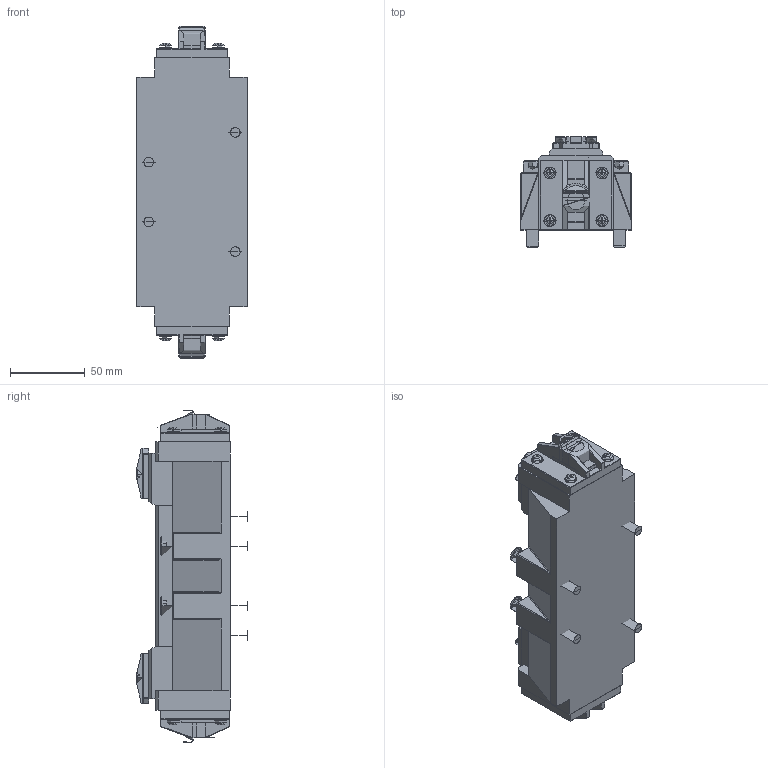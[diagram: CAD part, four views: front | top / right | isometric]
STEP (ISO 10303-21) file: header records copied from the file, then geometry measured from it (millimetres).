
FILE_DESCRIPTION(/* description */ (''),/* implementation_level */ '2;1');
FILE_NAME(/* name */ 'BE-6100',/* time_stamp */ '2018-11-20T12:16:51+01:00',/* author */ (''),/* organization */ (''),/* preprocessor_version */ 'ST-DEVELOPER v15',/* originating_system */ '',/* authorisation */ '');
FILE_SCHEMA (('CONFIG_CONTROL_DESIGN'));
Length unit declared in the file: millimetre
Products named in the file (1): Document
Bounding box: 74 x 74 x 222.6 mm (x, y, z)
Topology: 0 solids, 774 shells, 858 faces, 3919 edges, 3716 vertices
Faces by surface type: plane 442, bspline 416
Entity records: 45984 total; most frequent: CARTESIAN_POINT 26443, ORIENTED_EDGE 4058, EDGE_CURVE 3890, VERTEX_POINT 3728, B_SPLINE_CURVE_WITH_KNOTS 2211, EDGE_LOOP 906, ADVANCED_FACE 858, FACE_OUTER_BOUND 858
